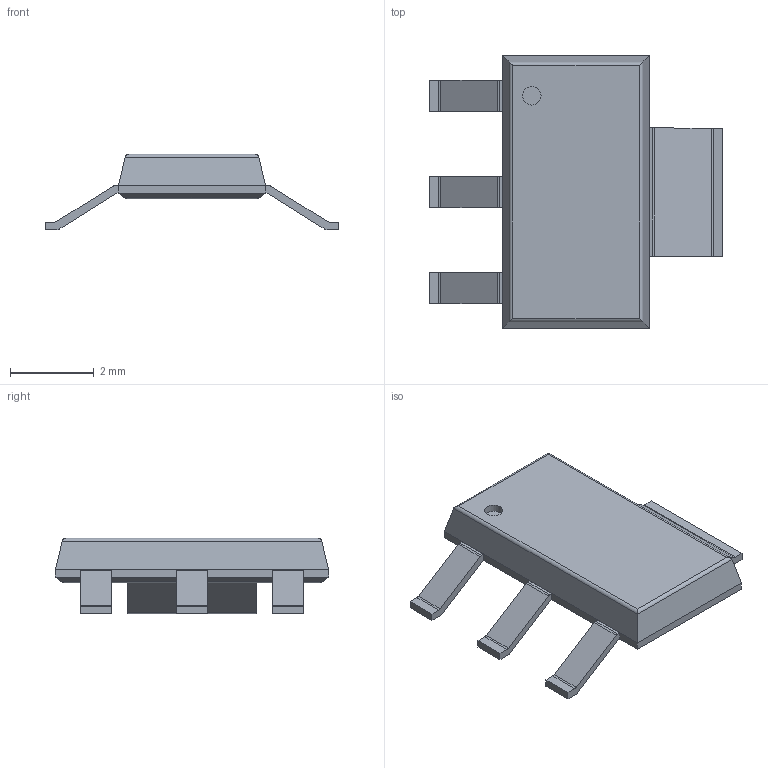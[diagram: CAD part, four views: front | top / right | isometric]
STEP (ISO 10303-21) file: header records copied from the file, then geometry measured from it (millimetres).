
FILE_DESCRIPTION(('FreeCAD Model'),'2;1');
FILE_NAME('13875867.1.1.stp','2021-04-29T09:23:07',( 'Author'),(''),'Open CASCADE STEP processor 6.9','FreeCAD','Unknown' );
FILE_SCHEMA(('AUTOMOTIVE_DESIGN { 1 0 10303 214 1 1 1 1 }'));
Length unit declared in the file: millimetre
Products named in the file (4): ASSEMBLY; Body; PinsArrayL; FilletPinR
Assembly tree (3 placements, depth 2):
  ASSEMBLY
    Body
    PinsArrayL
    FilletPinR
Bounding box: 7 x 6.5 x 1.8 mm (x, y, z)
Volume: 24.6 mm3; surface area: 87.3 mm2
Topology: 5 solids, 5 shells, 76 faces, 179 edges, 114 vertices
Faces by surface type: plane 55, cylinder 21
Full cylindrical faces by diameter (mm): 0.438 x1
Entity records: 4706 total; most frequent: CARTESIAN_POINT 939, DIRECTION 695, LINE 453, VECTOR 453, ORIENTED_EDGE 358, PCURVE 358, DEFINITIONAL_REPRESENTATION 358, EDGE_CURVE 179
